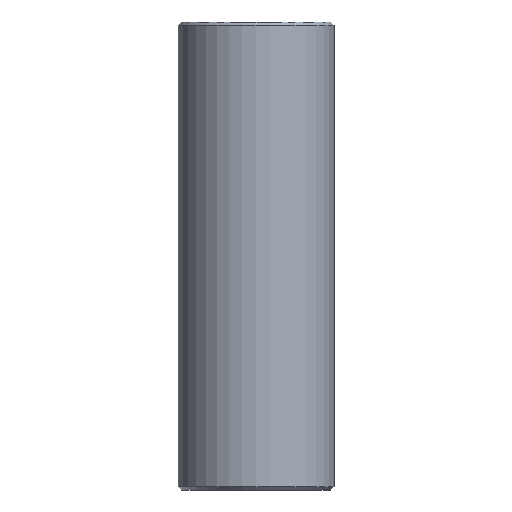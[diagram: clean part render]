
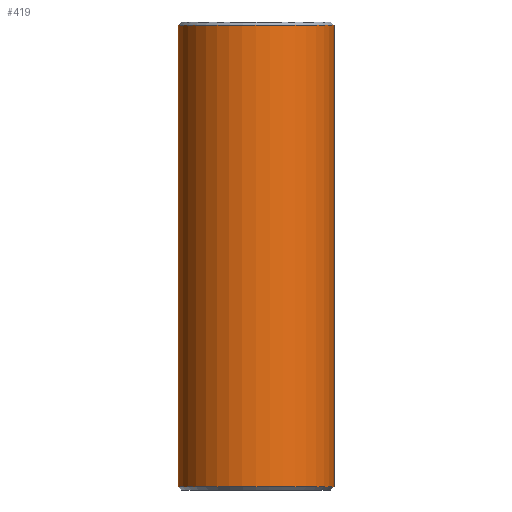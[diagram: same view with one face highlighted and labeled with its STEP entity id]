
A CAD part, front view. The second image highlights one B-rep face of the part: STEP entity #419.
In plain terms, the highlighted cylindrical face has radius 5 mm (diameter 10 mm), a partial arc.
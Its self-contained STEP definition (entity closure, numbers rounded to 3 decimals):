
#1 = DIRECTION ( 'NONE',  ( 0., 0., -1. ) ) ;
#9 = DIRECTION ( 'NONE',  ( 0., 0., 1. ) ) ;
#12 = CIRCLE ( 'NONE', #169, 5. ) ;
#18 = CARTESIAN_POINT ( 'NONE',  ( 0., 0., 0.2 ) ) ;
#22 = CARTESIAN_POINT ( 'NONE',  ( -5., 0., 29.8 ) ) ;
#30 = CARTESIAN_POINT ( 'NONE',  ( 0., 0., 29.8 ) ) ;
#36 = CYLINDRICAL_SURFACE ( 'NONE', #163, 5. ) ;
#55 = CARTESIAN_POINT ( 'NONE',  ( 5., 0., 30. ) ) ;
#64 = CARTESIAN_POINT ( 'NONE',  ( -5., 0., 30. ) ) ;
#69 = FACE_OUTER_BOUND ( 'NONE', #265, .T. ) ;
#70 = VERTEX_POINT ( 'NONE', #315 ) ;
#75 = CIRCLE ( 'NONE', #421, 5. ) ;
#98 = EDGE_CURVE ( 'NONE', #213, #300, #426, .T. ) ;
#103 = ORIENTED_EDGE ( 'NONE', *, *, #98, .F. ) ;
#120 = CARTESIAN_POINT ( 'NONE',  ( 5., 0., 29.8 ) ) ;
#125 = ORIENTED_EDGE ( 'NONE', *, *, #326, .T. ) ;
#146 = DIRECTION ( 'NONE',  ( 1., 0., 0. ) ) ;
#147 = VECTOR ( 'NONE', #324, 1000. ) ;
#163 = AXIS2_PLACEMENT_3D ( 'NONE', #208, #206, #340 ) ;
#168 = ORIENTED_EDGE ( 'NONE', *, *, #401, .T. ) ;
#169 = AXIS2_PLACEMENT_3D ( 'NONE', #18, #9, #146 ) ;
#202 = VECTOR ( 'NONE', #219, 1000. ) ;
#206 = DIRECTION ( 'NONE',  ( 0., 0., -1. ) ) ;
#208 = CARTESIAN_POINT ( 'NONE',  ( 0., 0., 30. ) ) ;
#213 = VERTEX_POINT ( 'NONE', #120 ) ;
#219 = DIRECTION ( 'NONE',  ( 0., 0., -1. ) ) ;
#232 = CARTESIAN_POINT ( 'NONE',  ( 5., 0., 0.2 ) ) ;
#236 = EDGE_CURVE ( 'NONE', #70, #300, #12, .T. ) ;
#265 = EDGE_LOOP ( 'NONE', ( #103, #168, #125, #414 ) ) ;
#300 = VERTEX_POINT ( 'NONE', #232 ) ;
#304 = VERTEX_POINT ( 'NONE', #22 ) ;
#315 = CARTESIAN_POINT ( 'NONE',  ( -5., 0., 0.2 ) ) ;
#324 = DIRECTION ( 'NONE',  ( 0., 0., -1. ) ) ;
#326 = EDGE_CURVE ( 'NONE', #304, #70, #404, .T. ) ;
#340 = DIRECTION ( 'NONE',  ( -1., 0., 0. ) ) ;
#374 = DIRECTION ( 'NONE',  ( 1., 0., 0. ) ) ;
#401 = EDGE_CURVE ( 'NONE', #213, #304, #75, .T. ) ;
#404 = LINE ( 'NONE', #64, #147 ) ;
#414 = ORIENTED_EDGE ( 'NONE', *, *, #236, .T. ) ;
#419 = ADVANCED_FACE ( 'NONE', ( #69 ), #36, .T. ) ;
#421 = AXIS2_PLACEMENT_3D ( 'NONE', #30, #1, #374 ) ;
#426 = LINE ( 'NONE', #55, #202 ) ;
